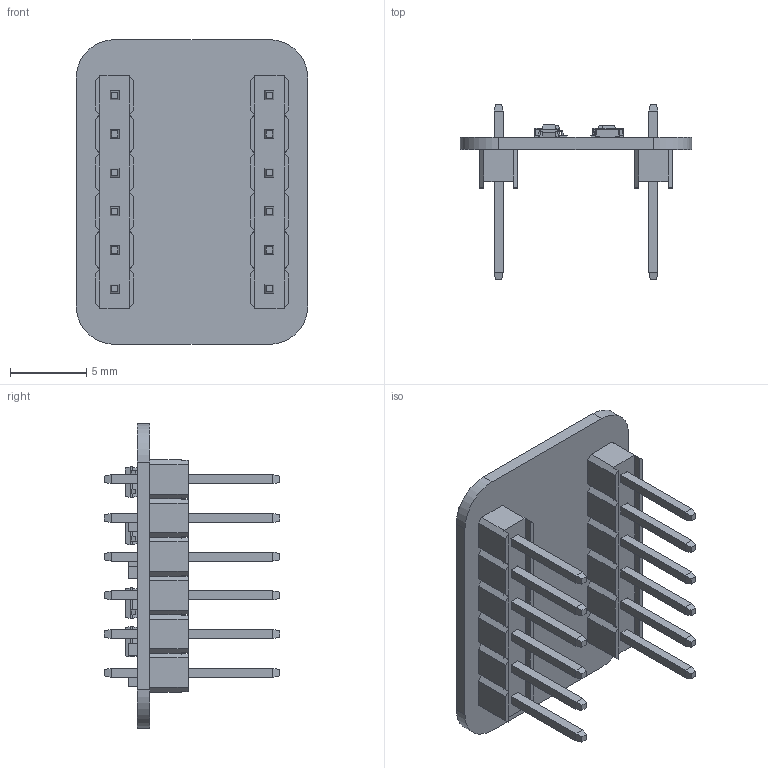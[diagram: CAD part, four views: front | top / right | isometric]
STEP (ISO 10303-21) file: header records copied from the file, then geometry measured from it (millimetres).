
FILE_DESCRIPTION (( 'STEP AP214' ), '1' );
FILE_NAME ('757.STEP', '2022-03-22T21:35:12', ( '' ), ( '' ), 'SwSTEP 2.0', 'SolidWorks 2017', '' );
FILE_SCHEMA (( 'AUTOMOTIVE_DESIGN' ));
Length unit declared in the file: millimetre
Products named in the file (1): 757
Bounding box: 15.2 x 11.5 x 20 mm (x, y, z)
Volume: 450.5 mm3; surface area: 1603.5 mm2
Topology: 75 solids, 75 shells, 986 faces, 2380 edges, 1544 vertices
Faces by surface type: plane 886, cylinder 100
Entity records: 29908 total; most frequent: CARTESIAN_POINT 4911, ORIENTED_EDGE 4760, DIRECTION 4554, EDGE_CURVE 2380, VECTOR 2180, LINE 2180, VERTEX_POINT 1544, AXIS2_PLACEMENT_3D 1187
